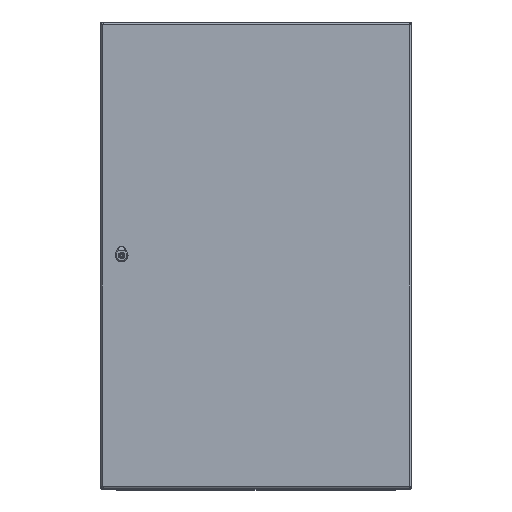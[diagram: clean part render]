
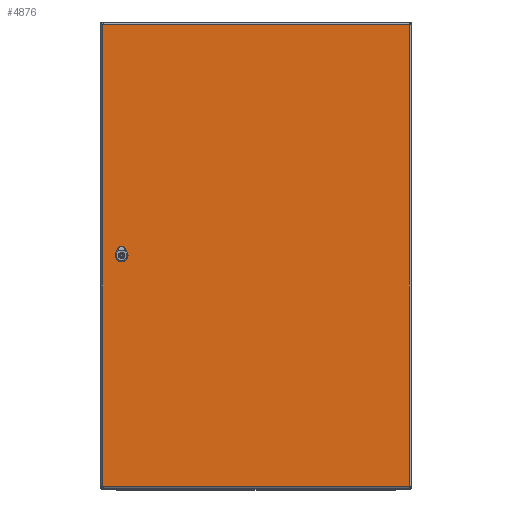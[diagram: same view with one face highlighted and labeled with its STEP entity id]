
A CAD part, top view. The second image highlights one B-rep face of the part: STEP entity #4876.
In plain terms, the highlighted face is planar.
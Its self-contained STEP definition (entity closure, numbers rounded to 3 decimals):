
#2914=FACE_BOUND('',#6995,.T.);
#2915=FACE_BOUND('',#6996,.T.);
#4136=CIRCLE('',#18049,11.25);
#4137=CIRCLE('',#18050,11.25);
#4138=CIRCLE('',#18051,11.25);
#4139=CIRCLE('',#18052,11.25);
#4140=CIRCLE('',#18053,0.4);
#4141=CIRCLE('',#18054,0.4);
#4142=CIRCLE('',#18055,0.4);
#4143=CIRCLE('',#18056,0.4);
#4876=ADVANCED_FACE('',(#2914,#2915),#5450,.F.);
#5450=PLANE('',#18057);
#6995=EDGE_LOOP('',(#9391,#9392,#9393,#9394,#9395,#9396,#9397,#9398));
#6996=EDGE_LOOP('',(#9399,#9400,#9401,#9402,#9403,#9404,#9405,#9406));
#9391=ORIENTED_EDGE('',*,*,#14275,.T.);
#9392=ORIENTED_EDGE('',*,*,#14276,.T.);
#9393=ORIENTED_EDGE('',*,*,#14277,.T.);
#9394=ORIENTED_EDGE('',*,*,#14278,.T.);
#9395=ORIENTED_EDGE('',*,*,#14279,.T.);
#9396=ORIENTED_EDGE('',*,*,#14280,.T.);
#9397=ORIENTED_EDGE('',*,*,#14281,.T.);
#9398=ORIENTED_EDGE('',*,*,#14282,.T.);
#9399=ORIENTED_EDGE('',*,*,#14283,.F.);
#9400=ORIENTED_EDGE('',*,*,#14284,.F.);
#9401=ORIENTED_EDGE('',*,*,#14285,.F.);
#9402=ORIENTED_EDGE('',*,*,#14286,.F.);
#9403=ORIENTED_EDGE('',*,*,#14287,.F.);
#9404=ORIENTED_EDGE('',*,*,#14288,.F.);
#9405=ORIENTED_EDGE('',*,*,#14289,.F.);
#9406=ORIENTED_EDGE('',*,*,#14290,.F.);
#12591=VERTEX_POINT('',#25712);
#12592=VERTEX_POINT('',#25713);
#12593=VERTEX_POINT('',#25715);
#12594=VERTEX_POINT('',#25717);
#12595=VERTEX_POINT('',#25719);
#12596=VERTEX_POINT('',#25721);
#12597=VERTEX_POINT('',#25723);
#12598=VERTEX_POINT('',#25725);
#12599=VERTEX_POINT('',#25728);
#12600=VERTEX_POINT('',#25729);
#12601=VERTEX_POINT('',#25731);
#12602=VERTEX_POINT('',#25733);
#12603=VERTEX_POINT('',#25735);
#12604=VERTEX_POINT('',#25737);
#12605=VERTEX_POINT('',#25739);
#12606=VERTEX_POINT('',#25741);
#14275=EDGE_CURVE('',#12591,#12592,#15777,.T.);
#14276=EDGE_CURVE('',#12592,#12593,#4136,.T.);
#14277=EDGE_CURVE('',#12593,#12594,#15778,.T.);
#14278=EDGE_CURVE('',#12594,#12595,#4137,.T.);
#14279=EDGE_CURVE('',#12595,#12596,#15779,.T.);
#14280=EDGE_CURVE('',#12596,#12597,#4138,.T.);
#14281=EDGE_CURVE('',#12597,#12598,#15780,.T.);
#14282=EDGE_CURVE('',#12598,#12591,#4139,.T.);
#14283=EDGE_CURVE('',#12599,#12600,#4140,.T.);
#14284=EDGE_CURVE('',#12601,#12599,#15781,.T.);
#14285=EDGE_CURVE('',#12602,#12601,#4141,.T.);
#14286=EDGE_CURVE('',#12603,#12602,#15782,.T.);
#14287=EDGE_CURVE('',#12604,#12603,#4142,.T.);
#14288=EDGE_CURVE('',#12605,#12604,#15783,.T.);
#14289=EDGE_CURVE('',#12606,#12605,#4143,.T.);
#14290=EDGE_CURVE('',#12600,#12606,#15784,.T.);
#15777=LINE('',#25711,#16655);
#15778=LINE('',#25716,#16656);
#15779=LINE('',#25720,#16657);
#15780=LINE('',#25724,#16658);
#15781=LINE('',#25730,#16659);
#15782=LINE('',#25734,#16660);
#15783=LINE('',#25738,#16661);
#15784=LINE('',#25742,#16662);
#16655=VECTOR('',#21143,1.);
#16656=VECTOR('',#21146,1.);
#16657=VECTOR('',#21149,1.);
#16658=VECTOR('',#21152,1.);
#16659=VECTOR('',#21157,1.);
#16660=VECTOR('',#21160,1.);
#16661=VECTOR('',#21163,1.);
#16662=VECTOR('',#21166,1.);
#18049=AXIS2_PLACEMENT_3D('',#25714,#21144,#21145);
#18050=AXIS2_PLACEMENT_3D('',#25718,#21147,#21148);
#18051=AXIS2_PLACEMENT_3D('',#25722,#21150,#21151);
#18052=AXIS2_PLACEMENT_3D('',#25726,#21153,#21154);
#18053=AXIS2_PLACEMENT_3D('',#25727,#21155,#21156);
#18054=AXIS2_PLACEMENT_3D('',#25732,#21158,#21159);
#18055=AXIS2_PLACEMENT_3D('',#25736,#21161,#21162);
#18056=AXIS2_PLACEMENT_3D('',#25740,#21164,#21165);
#18057=AXIS2_PLACEMENT_3D('',#25743,#21167,#21168);
#21143=DIRECTION('',(-1.,0.,0.));
#21144=DIRECTION('',(0.,0.,1.));
#21145=DIRECTION('',(1.,0.,0.));
#21146=DIRECTION('',(0.,-1.,0.));
#21147=DIRECTION('',(0.,0.,1.));
#21148=DIRECTION('',(1.,0.,0.));
#21149=DIRECTION('',(1.,0.,0.));
#21150=DIRECTION('',(0.,0.,1.));
#21151=DIRECTION('',(1.,0.,0.));
#21152=DIRECTION('',(0.,1.,0.));
#21153=DIRECTION('',(0.,0.,1.));
#21154=DIRECTION('',(1.,0.,0.));
#21155=DIRECTION('',(0.,0.,1.));
#21156=DIRECTION('',(1.,0.,0.));
#21157=DIRECTION('',(0.,-1.,0.));
#21158=DIRECTION('',(0.,0.,1.));
#21159=DIRECTION('',(1.,0.,0.));
#21160=DIRECTION('',(-1.,0.,0.));
#21161=DIRECTION('',(0.,0.,1.));
#21162=DIRECTION('',(1.,0.,0.));
#21163=DIRECTION('',(0.,1.,0.));
#21164=DIRECTION('',(0.,0.,1.));
#21165=DIRECTION('',(1.,0.,0.));
#21166=DIRECTION('',(1.,0.,0.));
#21167=DIRECTION('',(0.,0.,1.));
#21168=DIRECTION('',(1.,0.,0.));
#25711=CARTESIAN_POINT('',(-393.35,10.2,0.));
#25712=CARTESIAN_POINT('',(350.596,10.2,0.));
#25713=CARTESIAN_POINT('',(341.104,10.2,0.));
#25714=CARTESIAN_POINT('',(345.85,0.,0.));
#25715=CARTESIAN_POINT('',(335.65,4.746,0.));
#25716=CARTESIAN_POINT('',(335.65,593.,0.));
#25717=CARTESIAN_POINT('',(335.65,-4.746,0.));
#25718=CARTESIAN_POINT('',(345.85,0.,0.));
#25719=CARTESIAN_POINT('',(341.104,-10.2,0.));
#25720=CARTESIAN_POINT('',(-393.35,-10.2,0.));
#25721=CARTESIAN_POINT('',(350.596,-10.2,0.));
#25722=CARTESIAN_POINT('',(345.85,0.,0.));
#25723=CARTESIAN_POINT('',(356.05,-4.746,0.));
#25724=CARTESIAN_POINT('',(356.05,593.,0.));
#25725=CARTESIAN_POINT('',(356.05,4.746,0.));
#25726=CARTESIAN_POINT('',(345.85,0.,0.));
#25727=CARTESIAN_POINT('',(-393.35,-593.,0.));
#25728=CARTESIAN_POINT('',(-393.75,-593.,0.));
#25729=CARTESIAN_POINT('',(-393.35,-593.4,0.));
#25730=CARTESIAN_POINT('',(-393.75,593.,0.));
#25731=CARTESIAN_POINT('',(-393.75,593.,0.));
#25732=CARTESIAN_POINT('',(-393.35,593.,0.));
#25733=CARTESIAN_POINT('',(-393.35,593.4,0.));
#25734=CARTESIAN_POINT('',(393.35,593.4,0.));
#25735=CARTESIAN_POINT('',(393.35,593.4,0.));
#25736=CARTESIAN_POINT('',(393.35,593.,0.));
#25737=CARTESIAN_POINT('',(393.75,593.,0.));
#25738=CARTESIAN_POINT('',(393.75,-593.,0.));
#25739=CARTESIAN_POINT('',(393.75,-593.,0.));
#25740=CARTESIAN_POINT('',(393.35,-593.,0.));
#25741=CARTESIAN_POINT('',(393.35,-593.4,0.));
#25742=CARTESIAN_POINT('',(-393.35,-593.4,0.));
#25743=CARTESIAN_POINT('',(-393.35,593.,0.));
